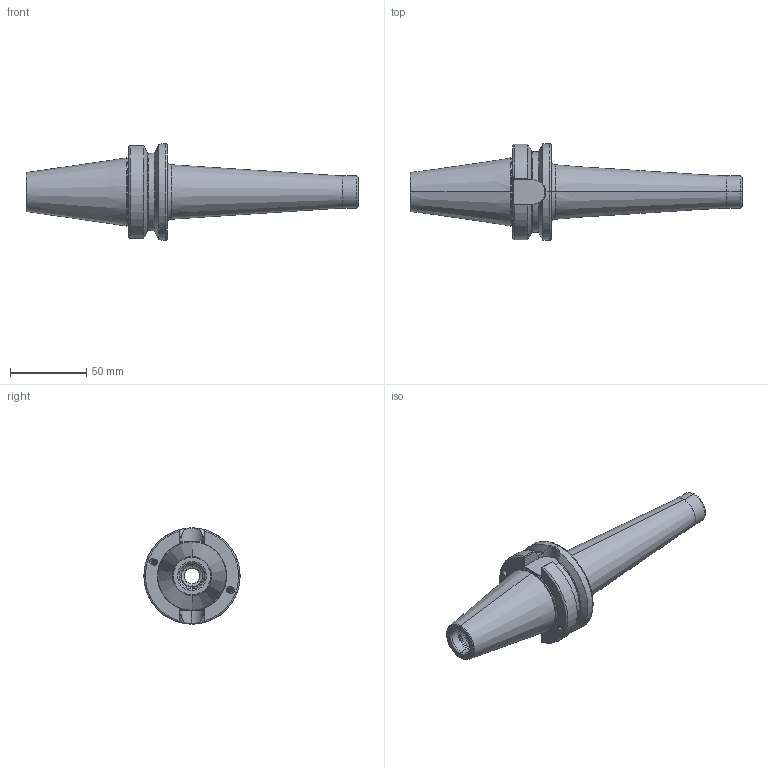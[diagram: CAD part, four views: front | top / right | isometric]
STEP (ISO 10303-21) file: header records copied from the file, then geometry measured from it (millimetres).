
FILE_DESCRIPTION (( 'STEP AP203' ), '1' );
FILE_NAME ('406.06.12.4.STEP', '2016-08-01T03:31:13', ( '' ), ( '' ), 'SwSTEP 2.0', 'SolidWorks 2012', '' );
FILE_SCHEMA (( 'CONFIG_CONTROL_DESIGN' ));
Length unit declared in the file: millimetre
Products named in the file (1): 406.06.12.4
Bounding box: 217.4 x 63 x 63 mm (x, y, z)
Volume: 179330.6 mm3; surface area: 39894.6 mm2
Topology: 1 solids, 1 shells, 202 faces, 528 edges, 331 vertices
Faces by surface type: cylinder 102, plane 35, torus 32, cone 17, bspline 16
Entity records: 13467 total; most frequent: CARTESIAN_POINT 9015, ORIENTED_EDGE 1056, DIRECTION 791, EDGE_CURVE 528, VERTEX_POINT 331, AXIS2_PLACEMENT_3D 313, EDGE_LOOP 211, FACE_OUTER_BOUND 202
